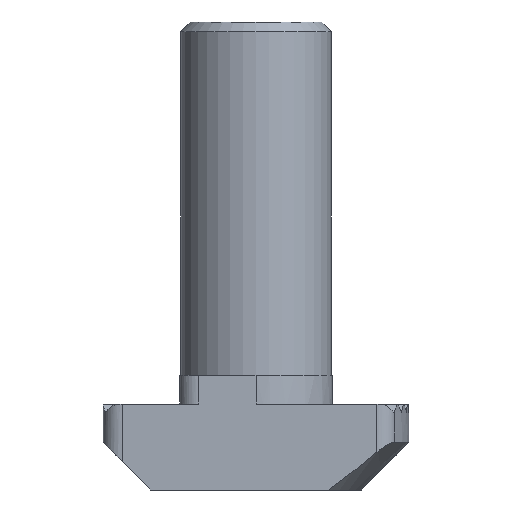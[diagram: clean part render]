
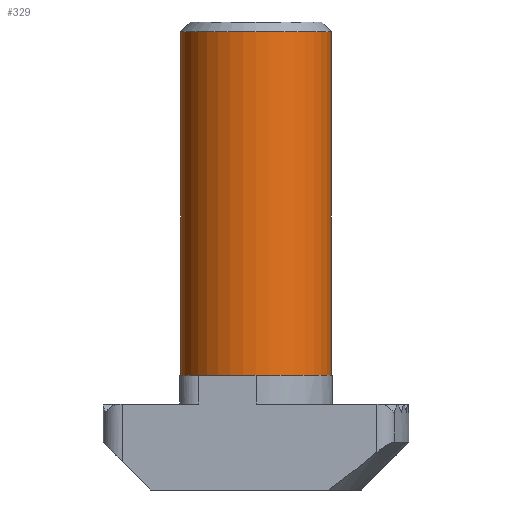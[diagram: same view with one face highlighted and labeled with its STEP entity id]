
A CAD part, front view. The second image highlights one B-rep face of the part: STEP entity #329.
In plain terms, the highlighted cylindrical face has radius 3.95 mm (diameter 7.9 mm), a partial arc.
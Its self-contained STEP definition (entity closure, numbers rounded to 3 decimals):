
#131 = LINE ( 'NONE', #2920, #1295 ) ;
#137 = EDGE_CURVE ( 'NONE', #2175, #525, #2103, .T. ) ;
#248 = AXIS2_PLACEMENT_3D ( 'NONE', #1369, #2978, #1597 ) ;
#315 = CARTESIAN_POINT ( 'NONE',  ( 3.95, 0., -0.769 ) ) ;
#329 = ADVANCED_FACE ( 'NONE', ( #2362 ), #887, .T. ) ;
#460 = CARTESIAN_POINT ( 'NONE',  ( 0., 0., 6. ) ) ;
#525 = VERTEX_POINT ( 'NONE', #1582 ) ;
#571 = ORIENTED_EDGE ( 'NONE', *, *, #879, .F. ) ;
#686 = DIRECTION ( 'NONE',  ( -1., 0., 0. ) ) ;
#865 = CIRCLE ( 'NONE', #248, 3.95 ) ;
#879 = EDGE_CURVE ( 'NONE', #2990, #525, #1613, .T. ) ;
#887 = CYLINDRICAL_SURFACE ( 'NONE', #1311, 3.95 ) ;
#988 = CARTESIAN_POINT ( 'NONE',  ( 0., 0., -0.769 ) ) ;
#1055 = EDGE_LOOP ( 'NONE', ( #571, #1380, #2106, #1255 ) ) ;
#1131 = CARTESIAN_POINT ( 'NONE',  ( -3.95, 0., 6. ) ) ;
#1224 = DIRECTION ( 'NONE',  ( -1., 0., 0. ) ) ;
#1255 = ORIENTED_EDGE ( 'NONE', *, *, #137, .T. ) ;
#1273 = EDGE_CURVE ( 'NONE', #1762, #2175, #131, .T. ) ;
#1295 = VECTOR ( 'NONE', #1315, 1000. ) ;
#1311 = AXIS2_PLACEMENT_3D ( 'NONE', #988, #2617, #1224 ) ;
#1315 = DIRECTION ( 'NONE',  ( 0., 0., -1. ) ) ;
#1363 = AXIS2_PLACEMENT_3D ( 'NONE', #460, #2092, #686 ) ;
#1369 = CARTESIAN_POINT ( 'NONE',  ( 0., 0., 24. ) ) ;
#1380 = ORIENTED_EDGE ( 'NONE', *, *, #2543, .T. ) ;
#1446 = CARTESIAN_POINT ( 'NONE',  ( 3.95, 0., 24. ) ) ;
#1554 = VECTOR ( 'NONE', #1696, 1000. ) ;
#1582 = CARTESIAN_POINT ( 'NONE',  ( 3.95, 0., 6. ) ) ;
#1597 = DIRECTION ( 'NONE',  ( -1., 0., 0. ) ) ;
#1613 = LINE ( 'NONE', #315, #1554 ) ;
#1696 = DIRECTION ( 'NONE',  ( 0., 0., -1. ) ) ;
#1762 = VERTEX_POINT ( 'NONE', #2420 ) ;
#2092 = DIRECTION ( 'NONE',  ( 0., 0., 1. ) ) ;
#2103 = CIRCLE ( 'NONE', #1363, 3.95 ) ;
#2106 = ORIENTED_EDGE ( 'NONE', *, *, #1273, .T. ) ;
#2175 = VERTEX_POINT ( 'NONE', #1131 ) ;
#2362 = FACE_OUTER_BOUND ( 'NONE', #1055, .T. ) ;
#2420 = CARTESIAN_POINT ( 'NONE',  ( -3.95, 0., 24. ) ) ;
#2543 = EDGE_CURVE ( 'NONE', #2990, #1762, #865, .T. ) ;
#2617 = DIRECTION ( 'NONE',  ( 0., 0., -1. ) ) ;
#2920 = CARTESIAN_POINT ( 'NONE',  ( -3.95, 0., -0.769 ) ) ;
#2978 = DIRECTION ( 'NONE',  ( 0., 0., -1. ) ) ;
#2990 = VERTEX_POINT ( 'NONE', #1446 ) ;
